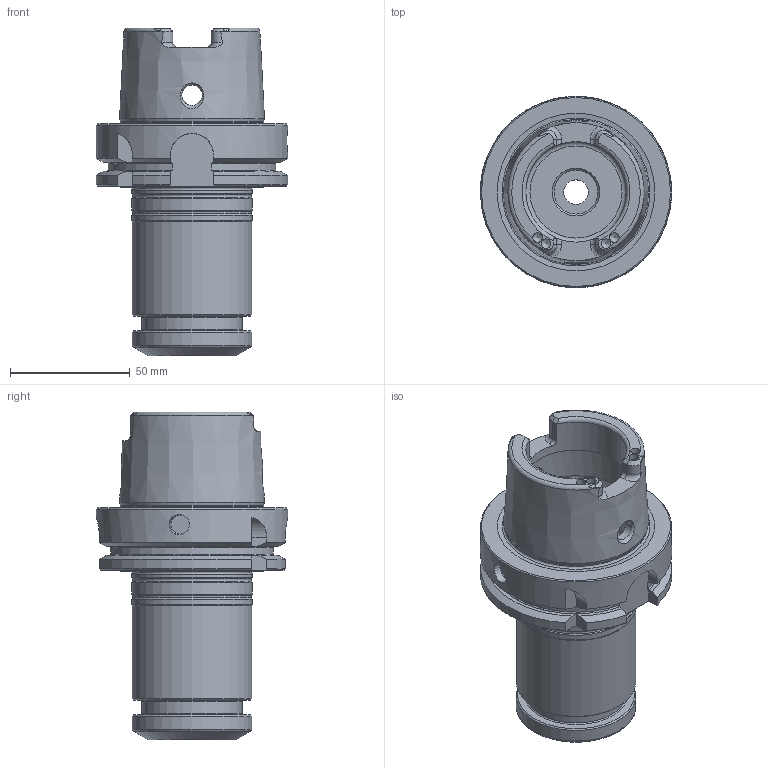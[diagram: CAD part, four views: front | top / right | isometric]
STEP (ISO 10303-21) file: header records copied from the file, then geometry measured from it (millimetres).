
FILE_DESCRIPTION(/* description */ (''),/* implementation_level */ '2;1');
FILE_NAME(/* name */ '458073250.stp',/* time_stamp */ '2021-01-08T12:25:24',/* author */ ('LRA'),/* organization */ ('REGO-FIX'),/* preprocessor_version */ ' Unknown',/* originating_system */ 'SIEMENS PLM Software Solid Edge ST10',/* authorization */ 'Unknown');
FILE_SCHEMA (('AUTOMOTIVE_DESIGN { 1 0 10303 214 2 1 1}'));
Length unit declared in the file: millimetre
Products named in the file (1): NOCUT
Bounding box: 80 x 80 x 137 mm (x, y, z)
Volume: 218208.3 mm3; surface area: 52098.1 mm2
Topology: 1 solids, 1 shells, 160 faces, 420 edges, 264 vertices
Faces by surface type: plane 50, cylinder 42, cone 41, torus 27
Full cylindrical faces by diameter (mm): 4 x4, 8.5 x3, 10 x1, 10.2 x1, 18.376 x1, 21 x1, 33 x1, 42 x3, 50 x3, 50.5 x3, 59.98 x1, 80 x1
Entity records: 5798 total; most frequent: CARTESIAN_POINT 1222, DIRECTION 700, ORIENTED_EDGE 652, EDGE_CURVE 326, AXIS2_PLACEMENT_3D 305, VERTEX_POINT 241, FACE_BOUND 237, EDGE_LOOP 233
